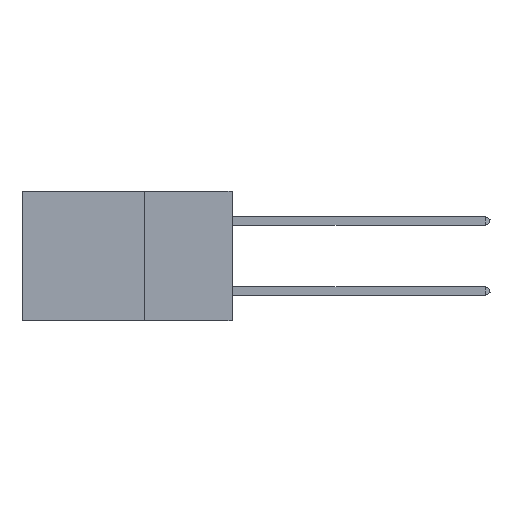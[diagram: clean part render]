
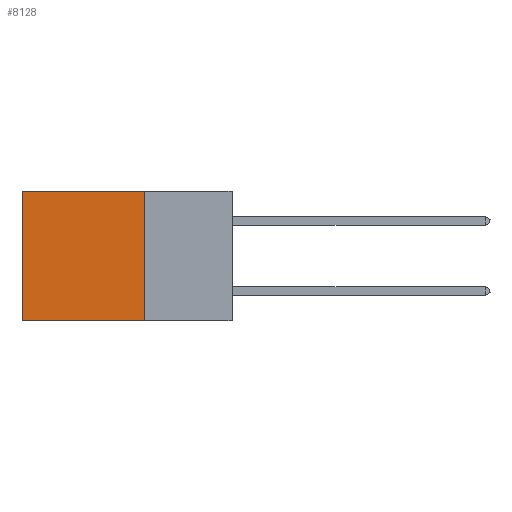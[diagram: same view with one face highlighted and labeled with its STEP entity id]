
A CAD part, left-side view. The second image highlights one B-rep face of the part: STEP entity #8128.
In plain terms, the highlighted planar face has unit normal (-1, 0, 0).
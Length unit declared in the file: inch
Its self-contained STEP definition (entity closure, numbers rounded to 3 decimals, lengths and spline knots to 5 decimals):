
#394 = FACE_OUTER_BOUND ( 'NONE', #30061, .T. ) ;
#2881 = EDGE_CURVE ( 'NONE', #7728, #37879, #11175, .T. ) ;
#3044 = CARTESIAN_POINT ( 'NONE',  ( 0.2875, 0.25, 0. ) ) ;
#4056 = DIRECTION ( 'NONE',  ( 0., 0., -1. ) ) ;
#7728 = VERTEX_POINT ( 'NONE', #44877 ) ;
#8128 = ADVANCED_FACE ( 'NONE', ( #394 ), #40159, .F. ) ;
#9174 = CARTESIAN_POINT ( 'NONE',  ( 0.2875, 0.25, 0. ) ) ;
#10107 = DIRECTION ( 'NONE',  ( 0., 1., 0. ) ) ;
#11102 = DIRECTION ( 'NONE',  ( 0., 0., -1. ) ) ;
#11175 = LINE ( 'NONE', #9174, #31692 ) ;
#11635 = VECTOR ( 'NONE', #10107, 39.37008 ) ;
#12612 = VECTOR ( 'NONE', #11102, 39.37008 ) ;
#12645 = DIRECTION ( 'NONE',  ( 0., 1., 0. ) ) ;
#15261 = VERTEX_POINT ( 'NONE', #40052 ) ;
#15520 = LINE ( 'NONE', #33697, #12612 ) ;
#18079 = DIRECTION ( 'NONE',  ( 1., 0., 0. ) ) ;
#18208 = ORIENTED_EDGE ( 'NONE', *, *, #47901, .F. ) ;
#21264 = CARTESIAN_POINT ( 'NONE',  ( 0.2875, 0.25, -0.37 ) ) ;
#21743 = CARTESIAN_POINT ( 'NONE',  ( 0.2875, 0.25, -0.37 ) ) ;
#22410 = EDGE_CURVE ( 'NONE', #7728, #29995, #46214, .T. ) ;
#22789 = DIRECTION ( 'NONE',  ( 0., 0., -1. ) ) ;
#24566 = ORIENTED_EDGE ( 'NONE', *, *, #47989, .T. ) ;
#25126 = VECTOR ( 'NONE', #4056, 39.37008 ) ;
#26194 = ORIENTED_EDGE ( 'NONE', *, *, #22410, .F. ) ;
#26628 = CARTESIAN_POINT ( 'NONE',  ( 0.2875, 0.25, 0. ) ) ;
#29995 = VERTEX_POINT ( 'NONE', #21264 ) ;
#30061 = EDGE_LOOP ( 'NONE', ( #24566, #18208, #26194, #37817 ) ) ;
#31692 = VECTOR ( 'NONE', #12645, 39.37008 ) ;
#33697 = CARTESIAN_POINT ( 'NONE',  ( 0.2875, 0.6, 0. ) ) ;
#34533 = CARTESIAN_POINT ( 'NONE',  ( 0.2875, 0.6, 0. ) ) ;
#37817 = ORIENTED_EDGE ( 'NONE', *, *, #2881, .T. ) ;
#37879 = VERTEX_POINT ( 'NONE', #34533 ) ;
#39243 = AXIS2_PLACEMENT_3D ( 'NONE', #3044, #18079, #22789 ) ;
#40052 = CARTESIAN_POINT ( 'NONE',  ( 0.2875, 0.6, -0.37 ) ) ;
#40159 = PLANE ( 'NONE',  #39243 ) ;
#40585 = LINE ( 'NONE', #21743, #11635 ) ;
#44877 = CARTESIAN_POINT ( 'NONE',  ( 0.2875, 0.25, 0. ) ) ;
#46214 = LINE ( 'NONE', #26628, #25126 ) ;
#47901 = EDGE_CURVE ( 'NONE', #29995, #15261, #40585, .T. ) ;
#47989 = EDGE_CURVE ( 'NONE', #37879, #15261, #15520, .T. ) ;
